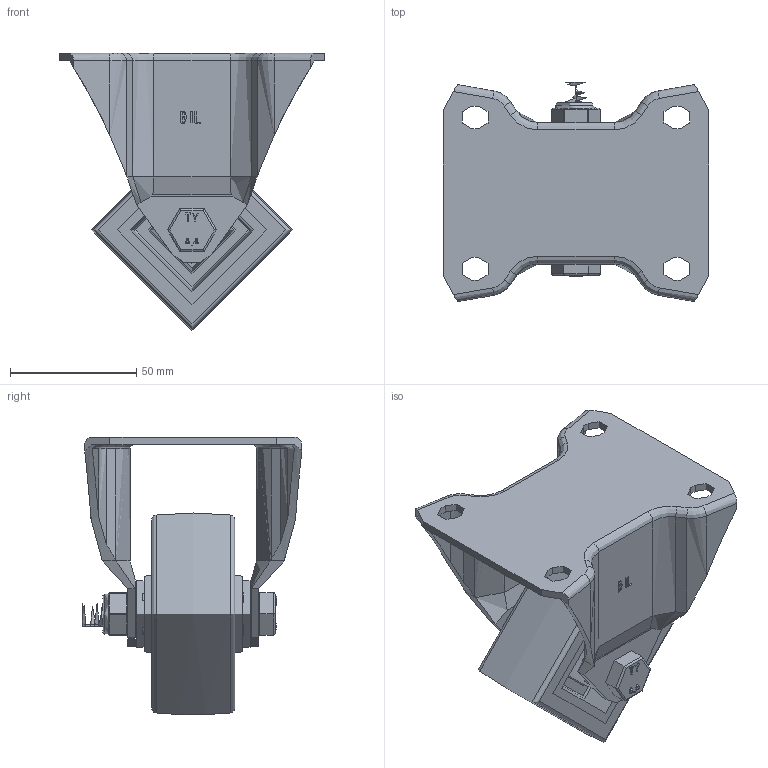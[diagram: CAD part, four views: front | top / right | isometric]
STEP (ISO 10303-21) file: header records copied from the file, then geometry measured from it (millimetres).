
FILE_DESCRIPTION(/* description */ (''),/* implementation_level */ '2;1');
FILE_NAME(/* name */ 'BZHF80NPB.step',/* time_stamp */ '2025-06-02T11:01:28+01:00',/* author */ (''),/* organization */ (''),/* preprocessor_version */ 'ST-DEVELOPER v20.1',/* originating_system */ 'Autodesk Translation Framework v14.10.0.0',/* authorisation */ '');
FILE_SCHEMA (('AUTOMOTIVE_DESIGN { 1 0 10303 214 3 1 1 }'));
Length unit declared in the file: millimetre
Products named in the file (21): BZHF80NPB; BZHF80AS v1; BZHF80AS; ZINC PLATED, PRESSED STEEL BRACKET; BZMM80WNPRB v1; POLYURETHANE TYRE; NYLON RIM; NYLON RIM Geometry; CAP; ROLLER BEARING; CAGE; ribs; Component2; TUBEM12X46X10 v1; ZINC PLATED AXLE TUBE; NYLOCM10Z v1; NYLOC NUT; RUBBER; NUT; HEXBOLTM10X70Z8.8 v2; GRADE 8.8 THREADED ZINC PLATED BOLT
Assembly tree (27 placements, depth 5):
  BZHF80NPB
    BZHF80AS v1
      BZHF80AS
      ZINC PLATED, PRESSED STEEL BRACKET
    BZMM80WNPRB v1
      POLYURETHANE TYRE
      NYLON RIM
        NYLON RIM Geometry
        CAP
      ROLLER BEARING
        CAGE
        ribs
          Component2  x8
    TUBEM12X46X10 v1
      ZINC PLATED AXLE TUBE
    NYLOCM10Z v1
      NYLOC NUT
        RUBBER
        NUT
    HEXBOLTM10X70Z8.8 v2
      GRADE 8.8 THREADED ZINC PLATED BOLT
Bounding box: 105 x 87 x 109.91 mm (x, y, z)
Volume: 196559.5 mm3; surface area: 91203.6 mm2
Topology: 17 solids, 17 shells, 485 faces, 1174 edges, 731 vertices
Faces by surface type: plane 220, cylinder 163, bspline 61, torus 25, sphere 12, cone 4
Full cylindrical faces by diameter (mm): 3.75 x8, 8.141 x18, 9.85 x19, 10 x4, 10.2 x2, 11.95 x1, 12 x2, 12.5 x2, 13 x1, 16 x2, 19.5 x1, 20.8 x1, 22.3 x1, 22.5 x1, 26.25 x2, 59 x2
Entity records: 20074 total; most frequent: CARTESIAN_POINT 8713, ORIENTED_EDGE 2306, DIRECTION 2166, EDGE_CURVE 1153, AXIS2_PLACEMENT_3D 765, VERTEX_POINT 717, LINE 636, VECTOR 636
